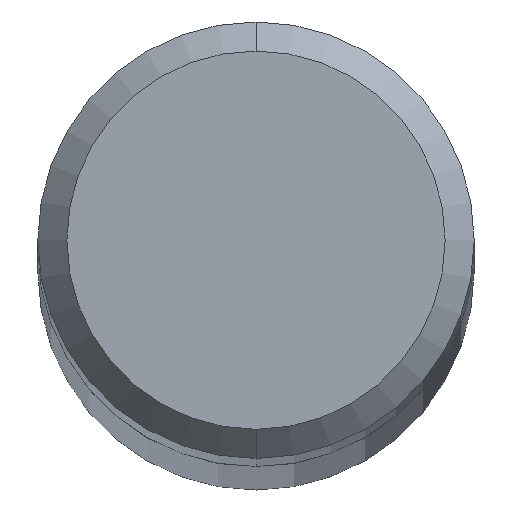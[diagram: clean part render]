
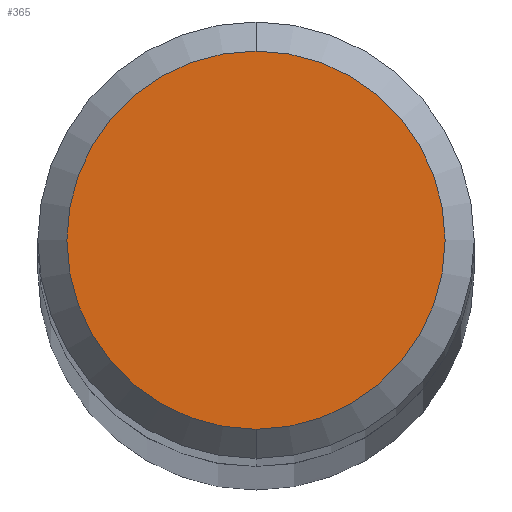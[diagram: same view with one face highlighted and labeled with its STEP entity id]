
A CAD part, top view. The second image highlights one B-rep face of the part: STEP entity #365.
In plain terms, the highlighted planar face has unit normal (0, 0, 1).
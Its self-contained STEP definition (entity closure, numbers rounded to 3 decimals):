
#255=EDGE_CURVE('',#373,#343,#539,.T.);
#269=EDGE_CURVE('',#343,#373,#553,.T.);
#343=VERTEX_POINT('',#636);
#365=ADVANCED_FACE('',(#660),#661,.T.);
#373=VERTEX_POINT('',#671);
#539=CIRCLE('',#1004,2.6);
#553=CIRCLE('',#1027,2.6);
#636=CARTESIAN_POINT('',(0.0,2.6,0.0));
#660=FACE_OUTER_BOUND('',#1199,.T.);
#661=PLANE('',#1200);
#671=CARTESIAN_POINT('',(0.,-2.6,0.0));
#1004=AXIS2_PLACEMENT_3D('',#1426,#1427,#1428);
#1027=AXIS2_PLACEMENT_3D('',#1438,#1439,#1440);
#1199=EDGE_LOOP('',(#1566,#1567));
#1200=AXIS2_PLACEMENT_3D('',#1568,#1569,#1570);
#1426=CARTESIAN_POINT('',(0.0,0.0,0.0));
#1427=DIRECTION('',(0.0,0.0,-1.0));
#1428=DIRECTION('',(0.0,1.0,0.0));
#1438=CARTESIAN_POINT('',(0.0,0.0,0.0));
#1439=DIRECTION('',(0.0,0.0,-1.0));
#1440=DIRECTION('',(0.0,1.0,0.0));
#1566=ORIENTED_EDGE('',*,*,#269,.F.);
#1567=ORIENTED_EDGE('',*,*,#255,.F.);
#1568=CARTESIAN_POINT('',(0.0,1.3,0.0));
#1569=DIRECTION('',(-0.0,0.0,1.0));
#1570=DIRECTION('',(0.0,-1.0,0.0));
